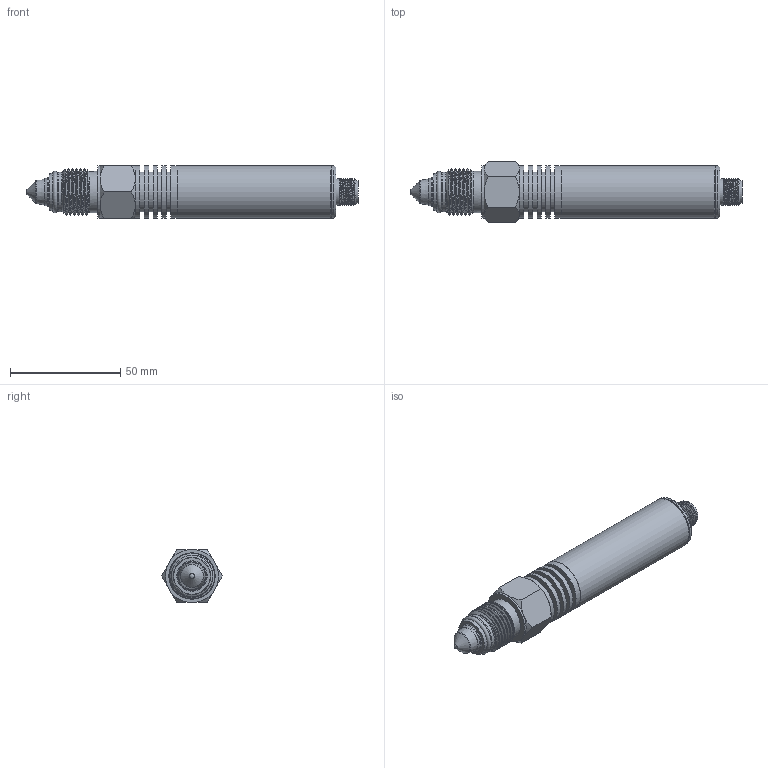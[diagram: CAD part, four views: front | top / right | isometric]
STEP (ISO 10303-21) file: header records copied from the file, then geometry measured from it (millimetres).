
FILE_DESCRIPTION(/* description */ (''),/* implementation_level */ '2;1');
FILE_NAME(/* name */ 'POS 287 4XX.stp',/* time_stamp */ '2018-01-19T11:42:57+01:00',/* author */ ('Vyvoj'),/* organization */ (''),/* preprocessor_version */ 'ST-DEVELOPER v15.2',/* originating_system */ 'Autodesk Inventor LT ',/* authorisation */ '');
FILE_SCHEMA (('AUTOMOTIVE_DESIGN { 1 0 10303 214 3 1 1 }'));
Length unit declared in the file: millimetre
Products named in the file (1): POS 287 4XX
Bounding box: 150.62 x 27.71 x 24 mm (x, y, z)
Volume: 55185.8 mm3; surface area: 14512 mm2
Topology: 2 solids, 3 shells, 97 faces, 205 edges, 131 vertices
Faces by surface type: plane 30, cylinder 30, cone 21, bspline 8, sphere 5, torus 3
Full cylindrical faces by diameter (mm): 1 x4, 8.4 x1, 10.4 x1, 12 x7, 13 x1, 13.4 x1, 18 x5, 18.63 x1, 24 x8
Entity records: 6624 total; most frequent: CARTESIAN_POINT 5001, DIRECTION 320, ORIENTED_EDGE 236, EDGE_LOOP 159, AXIS2_PLACEMENT_3D 155, EDGE_CURVE 118, VERTEX_POINT 101, ADVANCED_FACE 90
